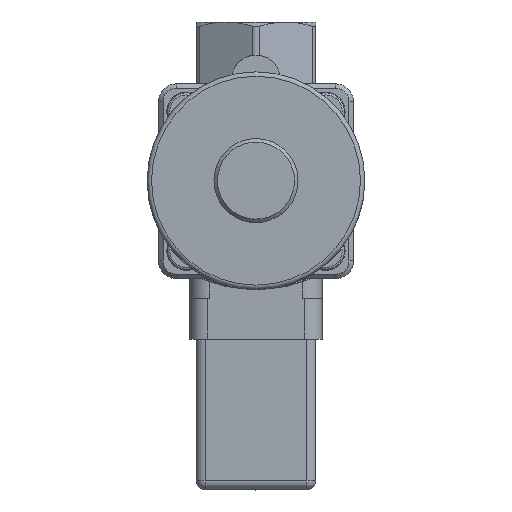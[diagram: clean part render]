
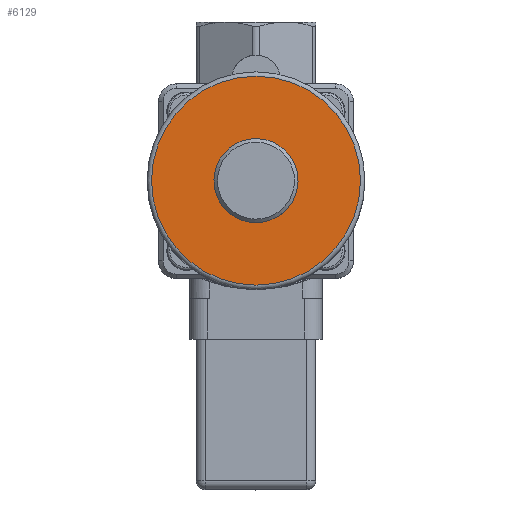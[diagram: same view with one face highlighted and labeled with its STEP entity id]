
A CAD part, top view. The second image highlights one B-rep face of the part: STEP entity #6129.
In plain terms, the highlighted planar face has unit normal (0, 0, 1).
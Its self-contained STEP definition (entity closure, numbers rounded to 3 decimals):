
#1082=PLANE('',#6613);
#1311=FACE_BOUND('',#1889,.T.);
#1473=FACE_OUTER_BOUND('',#1888,.T.);
#1888=EDGE_LOOP('',(#4643));
#1889=EDGE_LOOP('',(#4644));
#2314=CIRCLE('',#6614,23.6);
#2315=CIRCLE('',#6615,8.7);
#2757=VERTEX_POINT('',#12209);
#2758=VERTEX_POINT('',#12211);
#3443=EDGE_CURVE('',#2757,#2757,#2314,.T.);
#3444=EDGE_CURVE('',#2758,#2758,#2315,.T.);
#4643=ORIENTED_EDGE('',*,*,#3443,.F.);
#4644=ORIENTED_EDGE('',*,*,#3444,.F.);
#6129=ADVANCED_FACE('',(#1473,#1311),#1082,.T.);
#6613=AXIS2_PLACEMENT_3D('',#12208,#7728,#7729);
#6614=AXIS2_PLACEMENT_3D('',#12210,#7730,#7731);
#6615=AXIS2_PLACEMENT_3D('',#12212,#7732,#7733);
#7728=DIRECTION('center_axis',(0.,0.,
1.));
#7729=DIRECTION('ref_axis',(1.,0.,0.));
#7730=DIRECTION('center_axis',(0.,0.,
-1.));
#7731=DIRECTION('ref_axis',(0.,1.,0.));
#7732=DIRECTION('center_axis',(0.,0.,
1.));
#7733=DIRECTION('ref_axis',(0.988,0.158,0.));
#12208=CARTESIAN_POINT('Origin',(0.,12.325,95.7));
#12209=CARTESIAN_POINT('',(0.,21.1,95.7));
#12210=CARTESIAN_POINT('Origin',(0.,-2.5,
95.7));
#12211=CARTESIAN_POINT('',(-8.591,-3.87,95.7));
#12212=CARTESIAN_POINT('Origin',(0.,-2.5,
95.7));
